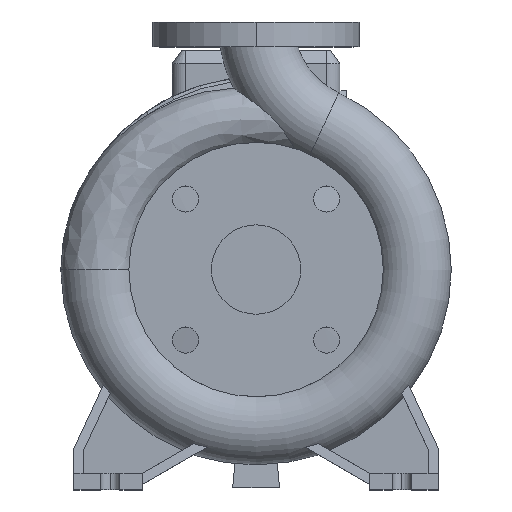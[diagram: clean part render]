
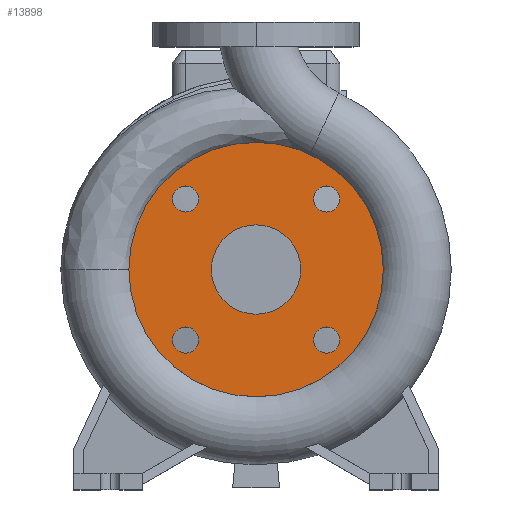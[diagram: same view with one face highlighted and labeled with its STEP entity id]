
A CAD part, top view. The second image highlights one B-rep face of the part: STEP entity #13898.
In plain terms, the highlighted planar face has unit normal (0, 0, 1).
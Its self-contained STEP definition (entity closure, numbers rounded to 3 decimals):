
#45 = CIRCLE ( 'NONE', #2982, 92.5 ) ;
#170 = VERTEX_POINT ( 'NONE', #9349 ) ;
#277 = AXIS2_PLACEMENT_3D ( 'NONE', #6914, #2691, #11412 ) ;
#302 = CIRCLE ( 'NONE', #8179, 9.5 ) ;
#428 = EDGE_CURVE ( 'NONE', #1937, #6972, #5191, .T. ) ;
#465 = VERTEX_POINT ( 'NONE', #2588 ) ;
#468 = AXIS2_PLACEMENT_3D ( 'NONE', #11611, #1908, #7537 ) ;
#659 = DIRECTION ( 'NONE',  ( 1., 0., 0. ) ) ;
#760 = AXIS2_PLACEMENT_3D ( 'NONE', #11368, #1723, #659 ) ;
#778 = CARTESIAN_POINT ( 'NONE',  ( 51.265, 51.265, 100. ) ) ;
#784 = DIRECTION ( 'NONE',  ( 1., 0., 0. ) ) ;
#1017 = EDGE_CURVE ( 'NONE', #1176, #170, #3637, .T. ) ;
#1045 = DIRECTION ( 'NONE',  ( 0., 0., 1. ) ) ;
#1145 = VERTEX_POINT ( 'NONE', #2045 ) ;
#1148 = ORIENTED_EDGE ( 'NONE', *, *, #3928, .F. ) ;
#1176 = VERTEX_POINT ( 'NONE', #5306 ) ;
#1585 = EDGE_CURVE ( 'NONE', #5977, #8970, #2971, .T. ) ;
#1723 = DIRECTION ( 'NONE',  ( 0., 0., 1. ) ) ;
#1783 = AXIS2_PLACEMENT_3D ( 'NONE', #8573, #12028, #2168 ) ;
#1908 = DIRECTION ( 'NONE',  ( 0., 0., 1. ) ) ;
#1937 = VERTEX_POINT ( 'NONE', #13311 ) ;
#1961 = CARTESIAN_POINT ( 'NONE',  ( 0., 0., 100. ) ) ;
#1976 = PLANE ( 'NONE',  #12231 ) ;
#2045 = CARTESIAN_POINT ( 'NONE',  ( -60.765, -51.265, 100. ) ) ;
#2120 = CARTESIAN_POINT ( 'NONE',  ( -51.265, 51.265, 100. ) ) ;
#2168 = DIRECTION ( 'NONE',  ( 1., 0., 0. ) ) ;
#2251 = CIRCLE ( 'NONE', #13731, 32.5 ) ;
#2309 = DIRECTION ( 'NONE',  ( 1., 0., 0. ) ) ;
#2564 = CARTESIAN_POINT ( 'NONE',  ( -51.265, -51.265, 100. ) ) ;
#2588 = CARTESIAN_POINT ( 'NONE',  ( -41.765, -51.265, 100. ) ) ;
#2691 = DIRECTION ( 'NONE',  ( 0., 0., 1. ) ) ;
#2822 = EDGE_LOOP ( 'NONE', ( #6447, #7403 ) ) ;
#2966 = DIRECTION ( 'NONE',  ( 0., 0., 1. ) ) ;
#2971 = CIRCLE ( 'NONE', #10818, 9.5 ) ;
#2982 = AXIS2_PLACEMENT_3D ( 'NONE', #1961, #2966, #12538 ) ;
#3019 = ORIENTED_EDGE ( 'NONE', *, *, #428, .F. ) ;
#3170 = DIRECTION ( 'NONE',  ( 0., 0., 1. ) ) ;
#3302 = CARTESIAN_POINT ( 'NONE',  ( -41.765, 51.265, 100. ) ) ;
#3379 = AXIS2_PLACEMENT_3D ( 'NONE', #2564, #5444, #5654 ) ;
#3612 = EDGE_LOOP ( 'NONE', ( #3632, #11152 ) ) ;
#3632 = ORIENTED_EDGE ( 'NONE', *, *, #7858, .F. ) ;
#3637 = CIRCLE ( 'NONE', #7434, 32.5 ) ;
#3905 = EDGE_CURVE ( 'NONE', #12639, #5392, #4141, .T. ) ;
#3928 = EDGE_CURVE ( 'NONE', #5392, #12639, #7283, .T. ) ;
#3960 = CARTESIAN_POINT ( 'NONE',  ( 60.765, 51.265, 100. ) ) ;
#4141 = CIRCLE ( 'NONE', #13152, 9.5 ) ;
#4323 = CARTESIAN_POINT ( 'NONE',  ( 41.765, 51.265, 100. ) ) ;
#5078 = CARTESIAN_POINT ( 'NONE',  ( 0., 0., 100. ) ) ;
#5153 = FACE_BOUND ( 'NONE', #9941, .T. ) ;
#5157 = EDGE_CURVE ( 'NONE', #6972, #1937, #302, .T. ) ;
#5191 = CIRCLE ( 'NONE', #468, 9.5 ) ;
#5273 = EDGE_CURVE ( 'NONE', #8970, #5977, #11554, .T. ) ;
#5306 = CARTESIAN_POINT ( 'NONE',  ( 32.5, 0., 100. ) ) ;
#5392 = VERTEX_POINT ( 'NONE', #10005 ) ;
#5444 = DIRECTION ( 'NONE',  ( 0., 0., 1. ) ) ;
#5654 = DIRECTION ( 'NONE',  ( 1., 0., 0. ) ) ;
#5977 = VERTEX_POINT ( 'NONE', #4323 ) ;
#6013 = CARTESIAN_POINT ( 'NONE',  ( 92.5, 0., 100. ) ) ;
#6221 = FACE_BOUND ( 'NONE', #2822, .T. ) ;
#6447 = ORIENTED_EDGE ( 'NONE', *, *, #5273, .F. ) ;
#6914 = CARTESIAN_POINT ( 'NONE',  ( 0., 0., 100. ) ) ;
#6921 = ORIENTED_EDGE ( 'NONE', *, *, #5157, .F. ) ;
#6972 = VERTEX_POINT ( 'NONE', #7279 ) ;
#7246 = DIRECTION ( 'NONE',  ( 0., 0., 1. ) ) ;
#7253 = CIRCLE ( 'NONE', #277, 92.5 ) ;
#7279 = CARTESIAN_POINT ( 'NONE',  ( 60.765, -51.265, 100. ) ) ;
#7281 = VERTEX_POINT ( 'NONE', #6013 ) ;
#7283 = CIRCLE ( 'NONE', #7518, 9.5 ) ;
#7343 = EDGE_LOOP ( 'NONE', ( #6921, #3019 ) ) ;
#7403 = ORIENTED_EDGE ( 'NONE', *, *, #1585, .F. ) ;
#7434 = AXIS2_PLACEMENT_3D ( 'NONE', #7997, #10158, #11423 ) ;
#7518 = AXIS2_PLACEMENT_3D ( 'NONE', #2120, #1045, #9317 ) ;
#7537 = DIRECTION ( 'NONE',  ( 1., 0., 0. ) ) ;
#7572 = ORIENTED_EDGE ( 'NONE', *, *, #9089, .F. ) ;
#7683 = ORIENTED_EDGE ( 'NONE', *, *, #3905, .F. ) ;
#7858 = EDGE_CURVE ( 'NONE', #465, #1145, #9210, .T. ) ;
#7997 = CARTESIAN_POINT ( 'NONE',  ( 0., 0., 100. ) ) ;
#8141 = DIRECTION ( 'NONE',  ( 0., 0., 1. ) ) ;
#8179 = AXIS2_PLACEMENT_3D ( 'NONE', #8209, #8141, #10309 ) ;
#8209 = CARTESIAN_POINT ( 'NONE',  ( 51.265, -51.265, 100. ) ) ;
#8282 = EDGE_CURVE ( 'NONE', #1145, #465, #10782, .T. ) ;
#8433 = CARTESIAN_POINT ( 'NONE',  ( -92.5, 0., 100. ) ) ;
#8462 = FACE_BOUND ( 'NONE', #7343, .T. ) ;
#8573 = CARTESIAN_POINT ( 'NONE',  ( -51.265, -51.265, 100. ) ) ;
#8874 = FACE_OUTER_BOUND ( 'NONE', #11043, .T. ) ;
#8970 = VERTEX_POINT ( 'NONE', #3960 ) ;
#9089 = EDGE_CURVE ( 'NONE', #170, #1176, #2251, .T. ) ;
#9210 = CIRCLE ( 'NONE', #1783, 9.5 ) ;
#9317 = DIRECTION ( 'NONE',  ( 1., 0., 0. ) ) ;
#9349 = CARTESIAN_POINT ( 'NONE',  ( -32.5, 0., 100. ) ) ;
#9862 = ORIENTED_EDGE ( 'NONE', *, *, #13094, .T. ) ;
#9918 = CARTESIAN_POINT ( 'NONE',  ( 0., 92.5, 100. ) ) ;
#9941 = EDGE_LOOP ( 'NONE', ( #7683, #1148 ) ) ;
#10005 = CARTESIAN_POINT ( 'NONE',  ( -60.765, 51.265, 100. ) ) ;
#10158 = DIRECTION ( 'NONE',  ( 0., 0., 1. ) ) ;
#10309 = DIRECTION ( 'NONE',  ( 1., 0., 0. ) ) ;
#10435 = DIRECTION ( 'NONE',  ( 0., 0., 1. ) ) ;
#10782 = CIRCLE ( 'NONE', #3379, 9.5 ) ;
#10806 = EDGE_CURVE ( 'NONE', #7281, #12413, #45, .T. ) ;
#10818 = AXIS2_PLACEMENT_3D ( 'NONE', #778, #3170, #12680 ) ;
#11043 = EDGE_LOOP ( 'NONE', ( #11310, #9862 ) ) ;
#11152 = ORIENTED_EDGE ( 'NONE', *, *, #8282, .F. ) ;
#11187 = ORIENTED_EDGE ( 'NONE', *, *, #1017, .F. ) ;
#11310 = ORIENTED_EDGE ( 'NONE', *, *, #10806, .T. ) ;
#11368 = CARTESIAN_POINT ( 'NONE',  ( 51.265, 51.265, 100. ) ) ;
#11412 = DIRECTION ( 'NONE',  ( 1., 0., 0. ) ) ;
#11423 = DIRECTION ( 'NONE',  ( 1., 0., 0. ) ) ;
#11554 = CIRCLE ( 'NONE', #760, 9.5 ) ;
#11611 = CARTESIAN_POINT ( 'NONE',  ( 51.265, -51.265, 100. ) ) ;
#11623 = DIRECTION ( 'NONE',  ( -1., 0., 0. ) ) ;
#12028 = DIRECTION ( 'NONE',  ( 0., 0., 1. ) ) ;
#12231 = AXIS2_PLACEMENT_3D ( 'NONE', #9918, #12697, #11623 ) ;
#12413 = VERTEX_POINT ( 'NONE', #8433 ) ;
#12538 = DIRECTION ( 'NONE',  ( 1., 0., 0. ) ) ;
#12639 = VERTEX_POINT ( 'NONE', #3302 ) ;
#12680 = DIRECTION ( 'NONE',  ( 1., 0., 0. ) ) ;
#12697 = DIRECTION ( 'NONE',  ( 0., 0., -1. ) ) ;
#12827 = FACE_BOUND ( 'NONE', #3612, .T. ) ;
#12905 = EDGE_LOOP ( 'NONE', ( #11187, #7572 ) ) ;
#13094 = EDGE_CURVE ( 'NONE', #12413, #7281, #7253, .T. ) ;
#13152 = AXIS2_PLACEMENT_3D ( 'NONE', #13882, #10435, #784 ) ;
#13311 = CARTESIAN_POINT ( 'NONE',  ( 41.765, -51.265, 100. ) ) ;
#13731 = AXIS2_PLACEMENT_3D ( 'NONE', #5078, #7246, #2309 ) ;
#13829 = FACE_BOUND ( 'NONE', #12905, .T. ) ;
#13882 = CARTESIAN_POINT ( 'NONE',  ( -51.265, 51.265, 100. ) ) ;
#13898 = ADVANCED_FACE ( 'NONE', ( #8462, #12827, #5153, #6221, #13829, #8874 ), #1976, .F. ) ;
